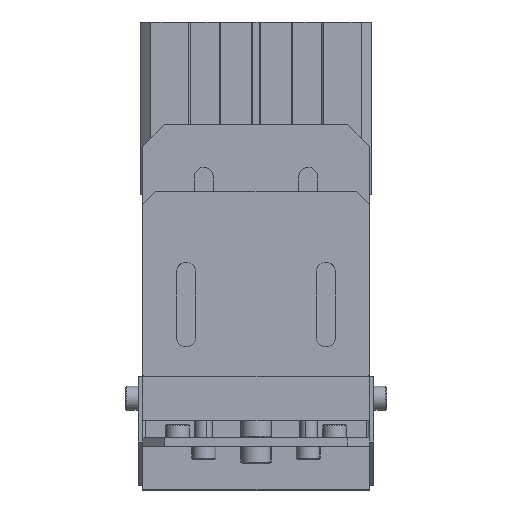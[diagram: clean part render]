
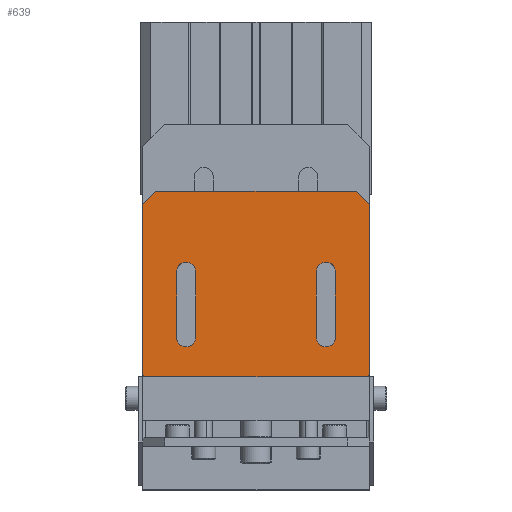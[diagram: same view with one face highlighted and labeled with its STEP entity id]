
A CAD part, front view. The second image highlights one B-rep face of the part: STEP entity #639.
In plain terms, the highlighted free-form (B-spline) face has degree [1, 1] with [2, 2] control points.
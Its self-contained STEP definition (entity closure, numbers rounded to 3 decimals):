
#314 = VERTEX_POINT('',#315);
#315 = CARTESIAN_POINT('',(2.365,35.13,
    63.205));
#331 = VERTEX_POINT('',#332);
#332 = CARTESIAN_POINT('',(-0.838,35.13,
    66.408));
#337 = EDGE_CURVE('',#331,#314,#338,.T.);
#338 = ( BOUNDED_CURVE() B_SPLINE_CURVE(2,(#339,#340,#341),
.UNSPECIFIED.,.F.,.F.) B_SPLINE_CURVE_WITH_KNOTS((3,3),(0.,
1.571),.PIECEWISE_BEZIER_KNOTS.) CURVE() 
GEOMETRIC_REPRESENTATION_ITEM() RATIONAL_B_SPLINE_CURVE((1.,
0.707,1.)) REPRESENTATION_ITEM('') );
#339 = CARTESIAN_POINT('',(-0.838,35.13,
    66.408));
#340 = CARTESIAN_POINT('',(2.365,35.13,
    66.408));
#341 = CARTESIAN_POINT('',(2.365,35.13,
    63.205));
#354 = VERTEX_POINT('',#355);
#355 = CARTESIAN_POINT('',(48.954,35.13,
    63.205));
#371 = VERTEX_POINT('',#372);
#372 = CARTESIAN_POINT('',(45.751,35.13,
    66.408));
#377 = EDGE_CURVE('',#354,#371,#378,.T.);
#378 = ( BOUNDED_CURVE() B_SPLINE_CURVE(2,(#379,#380,#381),
.UNSPECIFIED.,.F.,.F.) B_SPLINE_CURVE_WITH_KNOTS((3,3),(4.712,
6.283),.PIECEWISE_BEZIER_KNOTS.) CURVE() 
GEOMETRIC_REPRESENTATION_ITEM() RATIONAL_B_SPLINE_CURVE((1.,
0.707,1.)) REPRESENTATION_ITEM('') );
#379 = CARTESIAN_POINT('',(48.954,35.13,
    63.205));
#380 = CARTESIAN_POINT('',(48.954,35.13,
    66.408));
#381 = CARTESIAN_POINT('',(45.751,35.13,
    66.408));
#523 = EDGE_CURVE('',#524,#526,#528,.T.);
#524 = VERTEX_POINT('',#525);
#525 = CARTESIAN_POINT('',(42.548,35.13,
    41.367));
#526 = VERTEX_POINT('',#527);
#527 = CARTESIAN_POINT('',(48.954,35.13,
    41.367));
#528 = ( BOUNDED_CURVE() B_SPLINE_CURVE(2,(#529,#530,#531,#532,#533),
.UNSPECIFIED.,.F.,.F.) B_SPLINE_CURVE_WITH_KNOTS((3,2,3),(1.571
,3.142,4.712),.PIECEWISE_BEZIER_KNOTS.) CURVE() 
GEOMETRIC_REPRESENTATION_ITEM() RATIONAL_B_SPLINE_CURVE((1.,
0.707,1.,0.707,1.)) REPRESENTATION_ITEM('') );
#529 = CARTESIAN_POINT('',(42.548,35.13,
    41.367));
#530 = CARTESIAN_POINT('',(42.548,35.13,
    38.164));
#531 = CARTESIAN_POINT('',(45.751,35.13,
    38.164));
#532 = CARTESIAN_POINT('',(48.954,35.13,
    38.164));
#533 = CARTESIAN_POINT('',(48.954,35.13,
    41.367));
#578 = EDGE_CURVE('',#526,#354,#579,.T.);
#579 = B_SPLINE_CURVE_WITH_KNOTS('',1,(#580,#581),.UNSPECIFIED.,.F.,.F.,
  (2,2),(0.,15.),.PIECEWISE_BEZIER_KNOTS.);
#580 = CARTESIAN_POINT('',(48.954,35.13,
    41.367));
#581 = CARTESIAN_POINT('',(48.954,35.13,
    63.205));
#600 = VERTEX_POINT('',#601);
#601 = CARTESIAN_POINT('',(42.548,35.13,
    63.205));
#606 = EDGE_CURVE('',#371,#600,#607,.T.);
#607 = ( BOUNDED_CURVE() B_SPLINE_CURVE(2,(#608,#609,#610),
.UNSPECIFIED.,.F.,.F.) B_SPLINE_CURVE_WITH_KNOTS((3,3),(0.,
1.571),.PIECEWISE_BEZIER_KNOTS.) CURVE() 
GEOMETRIC_REPRESENTATION_ITEM() RATIONAL_B_SPLINE_CURVE((1.,
0.707,1.)) REPRESENTATION_ITEM('') );
#608 = CARTESIAN_POINT('',(45.751,35.13,
    66.408));
#609 = CARTESIAN_POINT('',(42.548,35.13,
    66.408));
#610 = CARTESIAN_POINT('',(42.548,35.13,
    63.205));
#630 = EDGE_CURVE('',#600,#524,#631,.T.);
#631 = B_SPLINE_CURVE_WITH_KNOTS('',1,(#632,#633),.UNSPECIFIED.,.F.,.F.,
  (2,2),(-15.,0.),.PIECEWISE_BEZIER_KNOTS.);
#632 = CARTESIAN_POINT('',(42.548,35.13,
    63.205));
#633 = CARTESIAN_POINT('',(42.548,35.13,
    41.367));
#639 = ADVANCED_FACE('',(#640,#698,#731),#738,.F.);
#640 = FACE_BOUND('',#641,.T.);
#641 = EDGE_LOOP('',(#642,#651,#658,#665,#672,#679,#686,#693));
#642 = ORIENTED_EDGE('',*,*,#643,.F.);
#643 = EDGE_CURVE('',#644,#646,#648,.T.);
#644 = VERTEX_POINT('',#645);
#645 = CARTESIAN_POINT('',(59.582,35.13,
    28.264));
#646 = VERTEX_POINT('',#647);
#647 = CARTESIAN_POINT('',(-14.668,35.13,
    28.264));
#648 = B_SPLINE_CURVE_WITH_KNOTS('',1,(#649,#650),.UNSPECIFIED.,.F.,.F.,
  (2,2),(-51.5,-0.5),.PIECEWISE_BEZIER_KNOTS.);
#649 = CARTESIAN_POINT('',(59.582,35.13,
    28.264));
#650 = CARTESIAN_POINT('',(-14.668,35.13,
    28.264));
#651 = ORIENTED_EDGE('',*,*,#652,.T.);
#652 = EDGE_CURVE('',#644,#653,#655,.T.);
#653 = VERTEX_POINT('',#654);
#654 = CARTESIAN_POINT('',(60.31,35.13,
    28.992));
#655 = B_SPLINE_CURVE_WITH_KNOTS('',1,(#656,#657),.UNSPECIFIED.,.F.,.F.,
  (2,2),(0.,0.707),.PIECEWISE_BEZIER_KNOTS.);
#656 = CARTESIAN_POINT('',(59.582,35.13,
    28.264));
#657 = CARTESIAN_POINT('',(60.31,35.13,
    28.992));
#658 = ORIENTED_EDGE('',*,*,#659,.F.);
#659 = EDGE_CURVE('',#660,#653,#662,.T.);
#660 = VERTEX_POINT('',#661);
#661 = CARTESIAN_POINT('',(60.31,35.13,
    85.771));
#662 = B_SPLINE_CURVE_WITH_KNOTS('',1,(#663,#664),.UNSPECIFIED.,.F.,.F.,
  (2,2),(-39.5,-0.5),.PIECEWISE_BEZIER_KNOTS.);
#663 = CARTESIAN_POINT('',(60.31,35.13,
    85.771));
#664 = CARTESIAN_POINT('',(60.31,35.13,
    28.992));
#665 = ORIENTED_EDGE('',*,*,#666,.T.);
#666 = EDGE_CURVE('',#660,#667,#669,.T.);
#667 = VERTEX_POINT('',#668);
#668 = CARTESIAN_POINT('',(55.942,35.13,
    90.139));
#669 = B_SPLINE_CURVE_WITH_KNOTS('',1,(#670,#671),.UNSPECIFIED.,.F.,.F.,
  (2,2),(0.,4.243),.PIECEWISE_BEZIER_KNOTS.);
#670 = CARTESIAN_POINT('',(60.31,35.13,
    85.771));
#671 = CARTESIAN_POINT('',(55.942,35.13,
    90.139));
#672 = ORIENTED_EDGE('',*,*,#673,.F.);
#673 = EDGE_CURVE('',#674,#667,#676,.T.);
#674 = VERTEX_POINT('',#675);
#675 = CARTESIAN_POINT('',(-11.029,35.13,
    90.139));
#676 = B_SPLINE_CURVE_WITH_KNOTS('',1,(#677,#678),.UNSPECIFIED.,.F.,.F.,
  (2,2),(3.,49.),.PIECEWISE_BEZIER_KNOTS.);
#677 = CARTESIAN_POINT('',(-11.029,35.13,
    90.139));
#678 = CARTESIAN_POINT('',(55.942,35.13,
    90.139));
#679 = ORIENTED_EDGE('',*,*,#680,.T.);
#680 = EDGE_CURVE('',#674,#681,#683,.T.);
#681 = VERTEX_POINT('',#682);
#682 = CARTESIAN_POINT('',(-15.396,35.13,
    85.771));
#683 = B_SPLINE_CURVE_WITH_KNOTS('',1,(#684,#685),.UNSPECIFIED.,.F.,.F.,
  (2,2),(0.,4.243),.PIECEWISE_BEZIER_KNOTS.);
#684 = CARTESIAN_POINT('',(-11.029,35.13,
    90.139));
#685 = CARTESIAN_POINT('',(-15.396,35.13,
    85.771));
#686 = ORIENTED_EDGE('',*,*,#687,.F.);
#687 = EDGE_CURVE('',#688,#681,#690,.T.);
#688 = VERTEX_POINT('',#689);
#689 = CARTESIAN_POINT('',(-15.396,35.13,
    28.992));
#690 = B_SPLINE_CURVE_WITH_KNOTS('',1,(#691,#692),.UNSPECIFIED.,.F.,.F.,
  (2,2),(0.5,39.5),.PIECEWISE_BEZIER_KNOTS.);
#691 = CARTESIAN_POINT('',(-15.396,35.13,
    28.992));
#692 = CARTESIAN_POINT('',(-15.396,35.13,
    85.771));
#693 = ORIENTED_EDGE('',*,*,#694,.T.);
#694 = EDGE_CURVE('',#688,#646,#695,.T.);
#695 = B_SPLINE_CURVE_WITH_KNOTS('',1,(#696,#697),.UNSPECIFIED.,.F.,.F.,
  (2,2),(0.,0.707),.PIECEWISE_BEZIER_KNOTS.);
#696 = CARTESIAN_POINT('',(-15.396,35.13,
    28.992));
#697 = CARTESIAN_POINT('',(-14.668,35.13,
    28.264));
#698 = FACE_BOUND('',#699,.T.);
#699 = EDGE_LOOP('',(#700,#707,#717,#724,#730));
#700 = ORIENTED_EDGE('',*,*,#701,.T.);
#701 = EDGE_CURVE('',#314,#702,#704,.T.);
#702 = VERTEX_POINT('',#703);
#703 = CARTESIAN_POINT('',(2.365,35.13,
    41.367));
#704 = B_SPLINE_CURVE_WITH_KNOTS('',1,(#705,#706),.UNSPECIFIED.,.F.,.F.,
  (2,2),(-15.,0.),.PIECEWISE_BEZIER_KNOTS.);
#705 = CARTESIAN_POINT('',(2.365,35.13,
    63.205));
#706 = CARTESIAN_POINT('',(2.365,35.13,
    41.367));
#707 = ORIENTED_EDGE('',*,*,#708,.T.);
#708 = EDGE_CURVE('',#702,#709,#711,.T.);
#709 = VERTEX_POINT('',#710);
#710 = CARTESIAN_POINT('',(-4.04,35.13,
    41.367));
#711 = ( BOUNDED_CURVE() B_SPLINE_CURVE(2,(#712,#713,#714,#715,#716),
.UNSPECIFIED.,.F.,.F.) B_SPLINE_CURVE_WITH_KNOTS((3,2,3),(1.571
,3.142,4.712),.PIECEWISE_BEZIER_KNOTS.) CURVE() 
GEOMETRIC_REPRESENTATION_ITEM() RATIONAL_B_SPLINE_CURVE((1.,
0.707,1.,0.707,1.)) REPRESENTATION_ITEM('') );
#712 = CARTESIAN_POINT('',(2.365,35.13,
    41.367));
#713 = CARTESIAN_POINT('',(2.365,35.13,
    38.164));
#714 = CARTESIAN_POINT('',(-0.838,35.13,
    38.164));
#715 = CARTESIAN_POINT('',(-4.04,35.13,
    38.164));
#716 = CARTESIAN_POINT('',(-4.04,35.13,
    41.367));
#717 = ORIENTED_EDGE('',*,*,#718,.T.);
#718 = EDGE_CURVE('',#709,#719,#721,.T.);
#719 = VERTEX_POINT('',#720);
#720 = CARTESIAN_POINT('',(-4.04,35.13,
    63.205));
#721 = B_SPLINE_CURVE_WITH_KNOTS('',1,(#722,#723),.UNSPECIFIED.,.F.,.F.,
  (2,2),(0.,15.),.PIECEWISE_BEZIER_KNOTS.);
#722 = CARTESIAN_POINT('',(-4.04,35.13,
    41.367));
#723 = CARTESIAN_POINT('',(-4.04,35.13,
    63.205));
#724 = ORIENTED_EDGE('',*,*,#725,.T.);
#725 = EDGE_CURVE('',#719,#331,#726,.T.);
#726 = ( BOUNDED_CURVE() B_SPLINE_CURVE(2,(#727,#728,#729),
.UNSPECIFIED.,.F.,.F.) B_SPLINE_CURVE_WITH_KNOTS((3,3),(4.712,
6.283),.PIECEWISE_BEZIER_KNOTS.) CURVE() 
GEOMETRIC_REPRESENTATION_ITEM() RATIONAL_B_SPLINE_CURVE((1.,
0.707,1.)) REPRESENTATION_ITEM('') );
#727 = CARTESIAN_POINT('',(-4.04,35.13,
    63.205));
#728 = CARTESIAN_POINT('',(-4.04,35.13,
    66.408));
#729 = CARTESIAN_POINT('',(-0.838,35.13,
    66.408));
#730 = ORIENTED_EDGE('',*,*,#337,.T.);
#731 = FACE_BOUND('',#732,.T.);
#732 = EDGE_LOOP('',(#733,#734,#735,#736,#737));
#733 = ORIENTED_EDGE('',*,*,#523,.F.);
#734 = ORIENTED_EDGE('',*,*,#630,.F.);
#735 = ORIENTED_EDGE('',*,*,#606,.F.);
#736 = ORIENTED_EDGE('',*,*,#377,.F.);
#737 = ORIENTED_EDGE('',*,*,#578,.F.);
#738 = B_SPLINE_SURFACE_WITH_KNOTS('',1,1,(
    (#739,#740)
    ,(#741,#742
    )),.UNSPECIFIED.,.F.,.F.,.F.,(2,2),(2,2),(-21.25,21.25),(-26.,26.),
  .PIECEWISE_BEZIER_KNOTS.);
#739 = CARTESIAN_POINT('',(-15.396,35.13,
    28.264));
#740 = CARTESIAN_POINT('',(60.31,35.13,
    28.264));
#741 = CARTESIAN_POINT('',(-15.396,35.13,
    90.139));
#742 = CARTESIAN_POINT('',(60.31,35.13,
    90.139));
